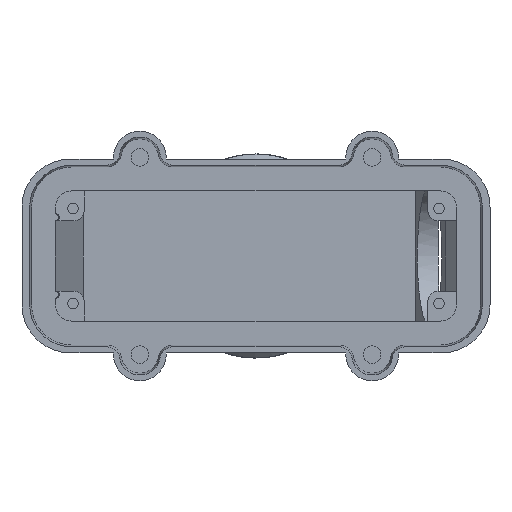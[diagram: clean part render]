
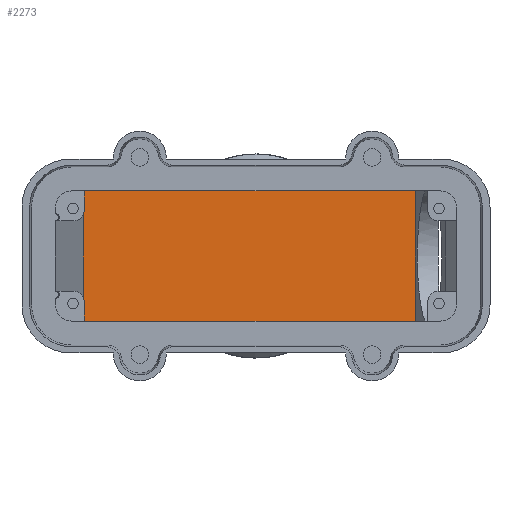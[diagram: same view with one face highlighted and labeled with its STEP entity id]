
A CAD part, front view. The second image highlights one B-rep face of the part: STEP entity #2273.
In plain terms, the highlighted planar face has unit normal (0, -1, 0).
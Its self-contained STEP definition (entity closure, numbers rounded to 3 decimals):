
#2003=CIRCLE('',#8874,3.);
#2006=CIRCLE('',#8881,3.);
#2273=ADVANCED_FACE('',(#2889),#2617,.F.);
#2617=PLANE('',#8893);
#2889=FACE_OUTER_BOUND('',#3255,.T.);
#3255=EDGE_LOOP('',(#4105,#4106,#4107,#4108,#4109,#4110,#4111,#4112));
#4105=ORIENTED_EDGE('',*,*,#6363,.F.);
#4106=ORIENTED_EDGE('',*,*,#6374,.F.);
#4107=ORIENTED_EDGE('',*,*,#6378,.F.);
#4108=ORIENTED_EDGE('',*,*,#6413,.F.);
#4109=ORIENTED_EDGE('',*,*,#6414,.T.);
#4110=ORIENTED_EDGE('',*,*,#6415,.T.);
#4111=ORIENTED_EDGE('',*,*,#6416,.T.);
#4112=ORIENTED_EDGE('',*,*,#6412,.F.);
#5646=VERTEX_POINT('',#12062);
#5647=VERTEX_POINT('',#12064);
#5655=VERTEX_POINT('',#12084);
#5658=VERTEX_POINT('',#12092);
#5679=VERTEX_POINT('',#12239);
#5680=VERTEX_POINT('',#12243);
#5681=VERTEX_POINT('',#12245);
#5682=VERTEX_POINT('',#12247);
#6363=EDGE_CURVE('',#5646,#5647,#2003,.T.);
#6374=EDGE_CURVE('',#5655,#5646,#7278,.T.);
#6378=EDGE_CURVE('',#5658,#5655,#2006,.T.);
#6412=EDGE_CURVE('',#5647,#5679,#7300,.T.);
#6413=EDGE_CURVE('',#5680,#5658,#7301,.T.);
#6414=EDGE_CURVE('',#5680,#5681,#7302,.T.);
#6415=EDGE_CURVE('',#5681,#5682,#7303,.T.);
#6416=EDGE_CURVE('',#5682,#5679,#7304,.T.);
#7278=LINE('',#12085,#7989);
#7300=LINE('',#12240,#8011);
#7301=LINE('',#12242,#8012);
#7302=LINE('',#12244,#8013);
#7303=LINE('',#12246,#8014);
#7304=LINE('',#12248,#8015);
#7989=VECTOR('',#9807,1.);
#8011=VECTOR('',#9855,1.);
#8012=VECTOR('',#9858,1.);
#8013=VECTOR('',#9859,1.);
#8014=VECTOR('',#9860,1.);
#8015=VECTOR('',#9861,1.);
#8874=AXIS2_PLACEMENT_3D('',#12063,#9789,#9790);
#8881=AXIS2_PLACEMENT_3D('',#12093,#9814,#9815);
#8893=AXIS2_PLACEMENT_3D('',#12249,#9862,#9863);
#9789=DIRECTION('',(0.,-1.,0.));
#9790=DIRECTION('',(0.942,0.,-0.336));
#9807=DIRECTION('',(0.,0.,1.));
#9814=DIRECTION('',(0.,-1.,0.));
#9815=DIRECTION('',(1.,0.,0.));
#9855=DIRECTION('',(0.,0.,1.));
#9858=DIRECTION('',(0.,0.,1.));
#9859=DIRECTION('',(1.,0.,0.));
#9860=DIRECTION('',(0.,0.,1.));
#9861=DIRECTION('',(-1.,0.,0.));
#9862=DIRECTION('',(0.,1.,0.));
#9863=DIRECTION('',(-1.,0.,0.));
#12062=CARTESIAN_POINT('',(-49.024,67.8,11.992));
#12063=CARTESIAN_POINT('',(-51.85,67.8,13.));
#12064=CARTESIAN_POINT('',(-48.85,67.8,13.));
#12084=CARTESIAN_POINT('',(-49.024,67.8,-11.992));
#12085=CARTESIAN_POINT('',(-49.024,67.8,-11.992));
#12092=CARTESIAN_POINT('',(-48.85,67.8,-13.));
#12093=CARTESIAN_POINT('',(-51.85,67.8,-13.));
#12239=CARTESIAN_POINT('',(-48.85,67.8,18.5));
#12240=CARTESIAN_POINT('',(-48.85,67.8,13.));
#12242=CARTESIAN_POINT('',(-48.85,67.8,-18.5));
#12243=CARTESIAN_POINT('',(-48.85,67.8,-18.5));
#12244=CARTESIAN_POINT('',(-48.85,67.8,-18.5));
#12245=CARTESIAN_POINT('',(45.267,67.8,-18.5));
#12246=CARTESIAN_POINT('',(45.267,67.8,-18.5));
#12247=CARTESIAN_POINT('',(45.267,67.8,18.5));
#12248=CARTESIAN_POINT('',(45.267,67.8,18.5));
#12249=CARTESIAN_POINT('',(45.267,67.8,-18.5));
